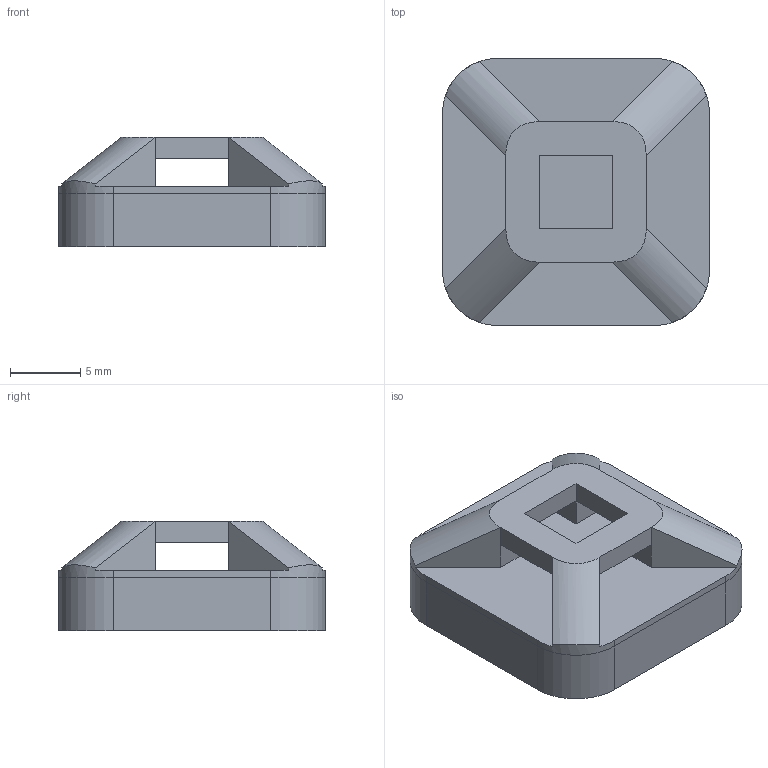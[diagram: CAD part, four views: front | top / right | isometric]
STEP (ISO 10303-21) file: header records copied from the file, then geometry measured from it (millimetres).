
FILE_DESCRIPTION(/* description */ ('STEP AP242','CAx-IF Rec.Pracs.---Representation and Presentation of Product Manufacturing Information (PMI)---4.0---2014-10-13','CAx-IF Rec.Pracs.---3D Tessellated Geometry---0.4---2014-09-14','2;1'),/* implementation_level */ '2;1');
FILE_NAME(/* name */ '661c933f79b42b4f5d8cc29f',/* time_stamp */ '2024-04-15T02:38:55Z',/* author */ (''),/* organization */ (''),/* preprocessor_version */ 'ST-DEVELOPER v20',/* originating_system */ ' ',/* authorisation */ ' ');
FILE_SCHEMA (('AP242_MANAGED_MODEL_BASED_3D_ENGINEERING_MIM_LF { 1 0 10303 442 1 1 4 }'));
Length unit declared in the file: metre
Products named in the file (2): Bottom; Top
Bounding box: 19 x 19 x 7.8 mm (x, y, z)
Volume: 1079.4 mm3; surface area: 1935.7 mm2
Topology: 2 solids, 2 shells, 64 faces, 162 edges, 96 vertices
Faces by surface type: plane 50, cylinder 14
Full cylindrical faces by diameter (mm): 12.5 x1, 15.7 x1
Entity records: 1928 total; most frequent: DIRECTION 324, CARTESIAN_POINT 322, ORIENTED_EDGE 320, EDGE_CURVE 160, LINE 128, VECTOR 128, AXIS2_PLACEMENT_3D 98, VERTEX_POINT 96
